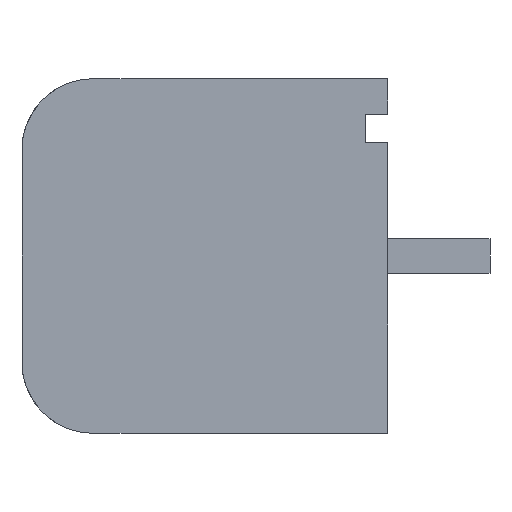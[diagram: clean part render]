
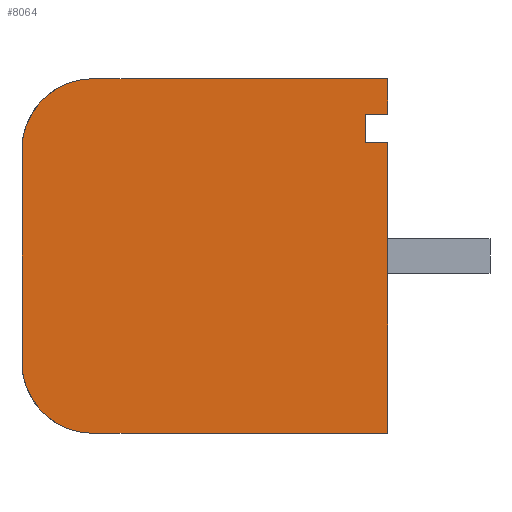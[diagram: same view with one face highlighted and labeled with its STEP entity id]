
A CAD part, left-side view. The second image highlights one B-rep face of the part: STEP entity #8064.
In plain terms, the highlighted planar face has unit normal (-1, 0, 0).
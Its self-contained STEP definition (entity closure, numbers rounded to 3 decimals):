
#114 = DIRECTION ( 'NONE',  ( 0., 0., 1. ) ) ;
#719 = PLANE ( 'NONE',  #9955 ) ;
#806 = CARTESIAN_POINT ( 'NONE',  ( -19.825, 4.763, -3.175 ) ) ;
#986 = CARTESIAN_POINT ( 'NONE',  ( -19.825, -4.763, 0. ) ) ;
#991 = VERTEX_POINT ( 'NONE', #5891 ) ;
#1031 = EDGE_CURVE ( 'NONE', #8952, #13674, #6235, .T. ) ;
#1175 = ORIENTED_EDGE ( 'NONE', *, *, #13080, .F. ) ;
#1561 = DIRECTION ( 'NONE',  ( 0., -1., 0. ) ) ;
#1764 = CARTESIAN_POINT ( 'NONE',  ( -19.825, 4.763, 0. ) ) ;
#1793 = CARTESIAN_POINT ( 'NONE',  ( -19.825, -7.938, 0. ) ) ;
#1815 = ORIENTED_EDGE ( 'NONE', *, *, #12212, .F. ) ;
#1849 = LINE ( 'NONE', #2402, #6114 ) ;
#2115 = LINE ( 'NONE', #3657, #5230 ) ;
#2402 = CARTESIAN_POINT ( 'NONE',  ( -19.825, -6.35, 0. ) ) ;
#2450 = DIRECTION ( 'NONE',  ( 0., 1., 0. ) ) ;
#2994 = AXIS2_PLACEMENT_3D ( 'NONE', #6079, #13679, #12378 ) ;
#3203 = VERTEX_POINT ( 'NONE', #6481 ) ;
#3277 = LINE ( 'NONE', #5945, #7504 ) ;
#3492 = ORIENTED_EDGE ( 'NONE', *, *, #1031, .F. ) ;
#3657 = CARTESIAN_POINT ( 'NONE',  ( -19.825, -7.938, -16.383 ) ) ;
#3723 = VECTOR ( 'NONE', #10368, 1000. ) ;
#3752 = ORIENTED_EDGE ( 'NONE', *, *, #10906, .F. ) ;
#4088 = ORIENTED_EDGE ( 'NONE', *, *, #8420, .F. ) ;
#4194 = AXIS2_PLACEMENT_3D ( 'NONE', #806, #13131, #15692 ) ;
#4300 = LINE ( 'NONE', #9637, #6996 ) ;
#4521 = VERTEX_POINT ( 'NONE', #14471 ) ;
#4570 = VERTEX_POINT ( 'NONE', #1764 ) ;
#4723 = CIRCLE ( 'NONE', #2994, 3.175 ) ;
#5200 = VERTEX_POINT ( 'NONE', #986 ) ;
#5230 = VECTOR ( 'NONE', #8522, 1000. ) ;
#5659 = CARTESIAN_POINT ( 'NONE',  ( -19.825, 0., 0. ) ) ;
#5770 = EDGE_CURVE ( 'NONE', #3203, #4570, #15936, .T. ) ;
#5863 = FACE_OUTER_BOUND ( 'NONE', #12936, .T. ) ;
#5891 = CARTESIAN_POINT ( 'NONE',  ( -19.825, 7.938, -16.383 ) ) ;
#5945 = CARTESIAN_POINT ( 'NONE',  ( -19.825, -5.08, 0. ) ) ;
#6079 = CARTESIAN_POINT ( 'NONE',  ( -19.825, -4.763, -3.175 ) ) ;
#6114 = VECTOR ( 'NONE', #114, 1000. ) ;
#6235 = LINE ( 'NONE', #7284, #10374 ) ;
#6425 = EDGE_CURVE ( 'NONE', #13674, #11641, #3277, .T. ) ;
#6481 = CARTESIAN_POINT ( 'NONE',  ( -19.825, 7.938, -3.175 ) ) ;
#6653 = ORIENTED_EDGE ( 'NONE', *, *, #11739, .F. ) ;
#6722 = LINE ( 'NONE', #9876, #16124 ) ;
#6968 = ORIENTED_EDGE ( 'NONE', *, *, #15866, .F. ) ;
#6996 = VECTOR ( 'NONE', #9588, 1000. ) ;
#7243 = DIRECTION ( 'NONE',  ( 0., 0., -1. ) ) ;
#7284 = CARTESIAN_POINT ( 'NONE',  ( -19.825, 0., -15.367 ) ) ;
#7487 = CARTESIAN_POINT ( 'NONE',  ( -19.825, -5.08, -16.383 ) ) ;
#7497 = ORIENTED_EDGE ( 'NONE', *, *, #13167, .F. ) ;
#7504 = VECTOR ( 'NONE', #7243, 1000. ) ;
#7551 = CARTESIAN_POINT ( 'NONE',  ( -19.825, -7.938, -3.175 ) ) ;
#8064 = ADVANCED_FACE ( 'NONE', ( #5863 ), #719, .F. ) ;
#8420 = EDGE_CURVE ( 'NONE', #15444, #8609, #13866, .T. ) ;
#8522 = DIRECTION ( 'NONE',  ( 0., 1., 0. ) ) ;
#8609 = VERTEX_POINT ( 'NONE', #11084 ) ;
#8952 = VERTEX_POINT ( 'NONE', #12804 ) ;
#9588 = DIRECTION ( 'NONE',  ( 0., 0., 1. ) ) ;
#9637 = CARTESIAN_POINT ( 'NONE',  ( -19.825, 7.938, -16.383 ) ) ;
#9876 = CARTESIAN_POINT ( 'NONE',  ( -19.825, -5.08, -16.383 ) ) ;
#9955 = AXIS2_PLACEMENT_3D ( 'NONE', #5659, #13259, #13054 ) ;
#10368 = DIRECTION ( 'NONE',  ( 0., 0., -1. ) ) ;
#10374 = VECTOR ( 'NONE', #10842, 1000. ) ;
#10479 = LINE ( 'NONE', #14058, #13004 ) ;
#10842 = DIRECTION ( 'NONE',  ( 0., 1., 0. ) ) ;
#10906 = EDGE_CURVE ( 'NONE', #11641, #991, #6722, .T. ) ;
#11084 = CARTESIAN_POINT ( 'NONE',  ( -19.825, -7.938, -16.383 ) ) ;
#11641 = VERTEX_POINT ( 'NONE', #7487 ) ;
#11739 = EDGE_CURVE ( 'NONE', #4570, #5200, #10479, .T. ) ;
#12212 = EDGE_CURVE ( 'NONE', #4521, #8952, #1849, .T. ) ;
#12378 = DIRECTION ( 'NONE',  ( 0., 0., -1. ) ) ;
#12804 = CARTESIAN_POINT ( 'NONE',  ( -19.825, -6.35, -15.367 ) ) ;
#12936 = EDGE_LOOP ( 'NONE', ( #3752, #15426, #3492, #1815, #7497, #4088, #6968, #6653, #15376, #1175 ) ) ;
#13004 = VECTOR ( 'NONE', #1561, 1000. ) ;
#13054 = DIRECTION ( 'NONE',  ( 0., 0., -1. ) ) ;
#13080 = EDGE_CURVE ( 'NONE', #991, #3203, #4300, .T. ) ;
#13131 = DIRECTION ( 'NONE',  ( 1., 0., 0. ) ) ;
#13167 = EDGE_CURVE ( 'NONE', #8609, #4521, #2115, .T. ) ;
#13259 = DIRECTION ( 'NONE',  ( 1., 0., 0. ) ) ;
#13674 = VERTEX_POINT ( 'NONE', #16061 ) ;
#13679 = DIRECTION ( 'NONE',  ( 1., 0., 0. ) ) ;
#13866 = LINE ( 'NONE', #1793, #3723 ) ;
#14058 = CARTESIAN_POINT ( 'NONE',  ( -19.825, 0., 0. ) ) ;
#14471 = CARTESIAN_POINT ( 'NONE',  ( -19.825, -6.35, -16.383 ) ) ;
#15376 = ORIENTED_EDGE ( 'NONE', *, *, #5770, .F. ) ;
#15426 = ORIENTED_EDGE ( 'NONE', *, *, #6425, .F. ) ;
#15444 = VERTEX_POINT ( 'NONE', #7551 ) ;
#15692 = DIRECTION ( 'NONE',  ( 0., 0., -1. ) ) ;
#15866 = EDGE_CURVE ( 'NONE', #5200, #15444, #4723, .T. ) ;
#15936 = CIRCLE ( 'NONE', #4194, 3.175 ) ;
#16061 = CARTESIAN_POINT ( 'NONE',  ( -19.825, -5.08, -15.367 ) ) ;
#16124 = VECTOR ( 'NONE', #2450, 1000. ) ;
